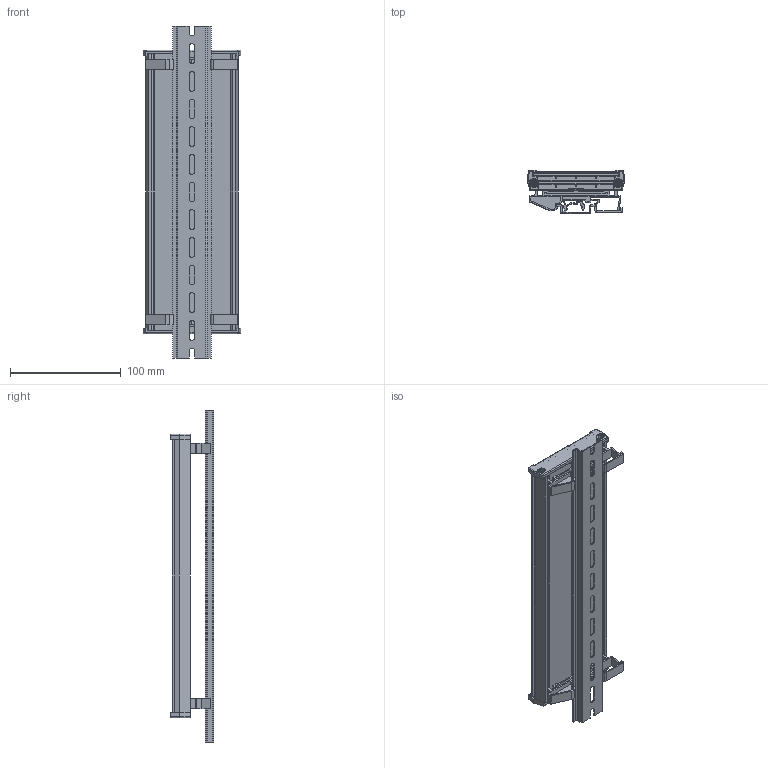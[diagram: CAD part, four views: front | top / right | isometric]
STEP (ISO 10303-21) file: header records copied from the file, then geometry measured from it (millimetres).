
FILE_DESCRIPTION (( 'STEP AP214' ), '1' );
FILE_NAME ('PHSCR-250.STEP', '2022-01-24T11:13:55', ( '' ), ( '' ), 'SwSTEP 2.0', 'SolidWorks 2017', '' );
FILE_SCHEMA (( 'AUTOMOTIVE_DESIGN' ));
Length unit declared in the file: millimetre
Products named in the file (18): End Piece_Small; Profile - 72-300; PHSCR-250; Side Screw; Mounting Foot_Small; PCB-73_PCB -250; Profile - 72-300_Length-250; Rail-150_Rail Length - 250; PCB-73; Rail-150
Assembly tree (11 placements, depth 2):
  End Piece_Small
  Profile - 72-300
  PHSCR-250
    Profile - 72-300_Length-250
    End Piece_Small  x2
    Side Screw  x4
    PCB-73_PCB -250
    Mounting Foot_Small  x2
    Rail-150_Rail Length - 250
  Side Screw
  Mounting Foot_Small
Bounding box: 88.4 x 39 x 300 mm (x, y, z)
Volume: 123309 mm3; surface area: 171550.2 mm2
Topology: 15 solids, 15 shells, 1176 faces, 3312 edges, 2172 vertices
Faces by surface type: plane 728, cylinder 366, torus 36, cone 20, bspline 16, sphere 10
Entity records: 22681 total; most frequent: CARTESIAN_POINT 3971, ORIENTED_EDGE 3694, DIRECTION 3554, EDGE_CURVE 1847, LINE 1382, VECTOR 1382, VERTEX_POINT 1219, AXIS2_PLACEMENT_3D 1086
